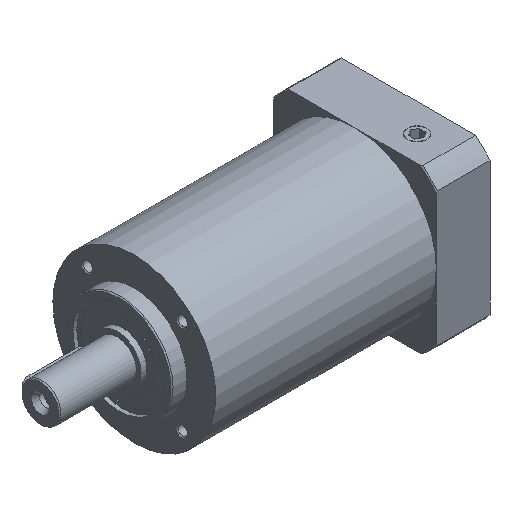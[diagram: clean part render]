
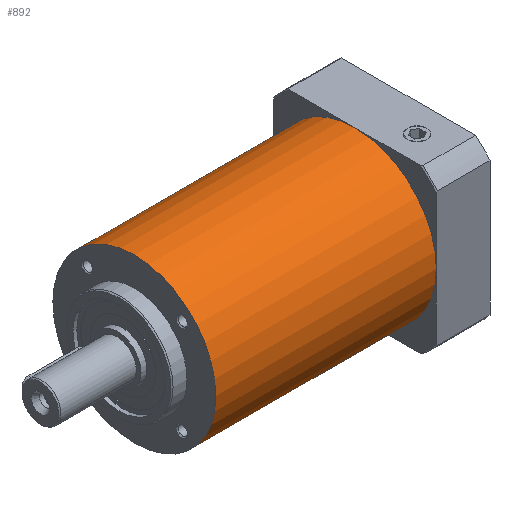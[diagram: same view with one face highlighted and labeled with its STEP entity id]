
A CAD part, isometric view. The second image highlights one B-rep face of the part: STEP entity #892.
In plain terms, the highlighted cylindrical face has radius 42.5 mm (diameter 85 mm), a full revolution.
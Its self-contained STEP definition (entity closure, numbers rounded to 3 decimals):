
#610 = PLANE('',#611);
#611 = AXIS2_PLACEMENT_3D('',#612,#613,#614);
#612 = CARTESIAN_POINT('',(49.,21.25,0.));
#613 = DIRECTION('',(-1.,0.,0.));
#614 = DIRECTION('',(0.,0.,1.));
#630 = EDGE_CURVE('',#631,#631,#633,.T.);
#631 = VERTEX_POINT('',#632);
#632 = CARTESIAN_POINT('',(49.,42.5,0.));
#633 = SURFACE_CURVE('',#634,(#639,#650),.PCURVE_S1.);
#634 = CIRCLE('',#635,42.5);
#635 = AXIS2_PLACEMENT_3D('',#636,#637,#638);
#636 = CARTESIAN_POINT('',(49.,0.,0.));
#637 = DIRECTION('',(1.,0.,0.));
#638 = DIRECTION('',(0.,1.,0.));
#639 = PCURVE('',#610,#640);
#640 = DEFINITIONAL_REPRESENTATION('',(#641),#649);
#641 = ( BOUNDED_CURVE() B_SPLINE_CURVE(2,(#642,#643,#644,#645,#646,#647
,#648),.UNSPECIFIED.,.T.,.F.) B_SPLINE_CURVE_WITH_KNOTS((1,2,2,2,2,1),(
    -2.094,0.,2.094,4.189,6.283,
8.378),.UNSPECIFIED.) CURVE() GEOMETRIC_REPRESENTATION_ITEM() 
RATIONAL_B_SPLINE_CURVE((1.,0.5,1.,0.5,1.,0.5,1.)) REPRESENTATION_ITEM(
  '') );
#642 = CARTESIAN_POINT('',(0.,21.25));
#643 = CARTESIAN_POINT('',(73.612,21.25));
#644 = CARTESIAN_POINT('',(36.806,-42.5));
#645 = CARTESIAN_POINT('',(0.,-106.25));
#646 = CARTESIAN_POINT('',(-36.806,-42.5));
#647 = CARTESIAN_POINT('',(-73.612,21.25));
#648 = CARTESIAN_POINT('',(0.,21.25));
#649 = ( GEOMETRIC_REPRESENTATION_CONTEXT(2) 
PARAMETRIC_REPRESENTATION_CONTEXT() REPRESENTATION_CONTEXT('2D SPACE',''
  ) );
#650 = PCURVE('',#651,#656);
#651 = CYLINDRICAL_SURFACE('',#652,42.5);
#652 = AXIS2_PLACEMENT_3D('',#653,#654,#655);
#653 = CARTESIAN_POINT('',(106.5,0.,0.));
#654 = DIRECTION('',(1.,0.,0.));
#655 = DIRECTION('',(0.,1.,0.));
#656 = DEFINITIONAL_REPRESENTATION('',(#657),#660);
#657 = B_SPLINE_CURVE_WITH_KNOTS('',1,(#658,#659),.UNSPECIFIED.,.F.,.F.,
  (2,2),(0.,6.283),.PIECEWISE_BEZIER_KNOTS.);
#658 = CARTESIAN_POINT('',(0.,-57.5));
#659 = CARTESIAN_POINT('',(6.283,-57.5));
#660 = ( GEOMETRIC_REPRESENTATION_CONTEXT(2) 
PARAMETRIC_REPRESENTATION_CONTEXT() REPRESENTATION_CONTEXT('2D SPACE',''
  ) );
#892 = ADVANCED_FACE('',(#893),#651,.T.);
#893 = FACE_BOUND('',#894,.T.);
#894 = EDGE_LOOP('',(#895,#929,#949,#950,#951,#983,#1015));
#895 = ORIENTED_EDGE('',*,*,#896,.F.);
#896 = EDGE_CURVE('',#897,#899,#901,.T.);
#897 = VERTEX_POINT('',#898);
#898 = CARTESIAN_POINT('',(164.,42.5,0.));
#899 = VERTEX_POINT('',#900);
#900 = CARTESIAN_POINT('',(164.,0.,42.5));
#901 = SURFACE_CURVE('',#902,(#907,#913),.PCURVE_S1.);
#902 = CIRCLE('',#903,42.5);
#903 = AXIS2_PLACEMENT_3D('',#904,#905,#906);
#904 = CARTESIAN_POINT('',(164.,0.,0.));
#905 = DIRECTION('',(1.,0.,0.));
#906 = DIRECTION('',(0.,1.,0.));
#907 = PCURVE('',#651,#908);
#908 = DEFINITIONAL_REPRESENTATION('',(#909),#912);
#909 = B_SPLINE_CURVE_WITH_KNOTS('',1,(#910,#911),.UNSPECIFIED.,.F.,.F.,
  (2,2),(0.,1.571),.PIECEWISE_BEZIER_KNOTS.);
#910 = CARTESIAN_POINT('',(0.,57.5));
#911 = CARTESIAN_POINT('',(1.571,57.5));
#912 = ( GEOMETRIC_REPRESENTATION_CONTEXT(2) 
PARAMETRIC_REPRESENTATION_CONTEXT() REPRESENTATION_CONTEXT('2D SPACE',''
  ) );
#913 = PCURVE('',#914,#919);
#914 = PLANE('',#915);
#915 = AXIS2_PLACEMENT_3D('',#916,#917,#918);
#916 = CARTESIAN_POINT('',(164.,43.75,0.));
#917 = DIRECTION('',(-1.,0.,0.));
#918 = DIRECTION('',(0.,0.,1.));
#919 = DEFINITIONAL_REPRESENTATION('',(#920),#928);
#920 = ( BOUNDED_CURVE() B_SPLINE_CURVE(2,(#921,#922,#923,#924,#925,#926
,#927),.UNSPECIFIED.,.F.,.F.) B_SPLINE_CURVE_WITH_KNOTS((1,2,2,2,2,1),(
    -2.094,0.,2.094,4.189,6.283,
8.378),.UNSPECIFIED.) CURVE() GEOMETRIC_REPRESENTATION_ITEM() 
RATIONAL_B_SPLINE_CURVE((1.,0.5,1.,0.5,1.,0.5,1.)) REPRESENTATION_ITEM(
  '') );
#921 = CARTESIAN_POINT('',(0.,-1.25));
#922 = CARTESIAN_POINT('',(73.612,-1.25));
#923 = CARTESIAN_POINT('',(36.806,-65.));
#924 = CARTESIAN_POINT('',(0.,-128.75));
#925 = CARTESIAN_POINT('',(-36.806,-65.));
#926 = CARTESIAN_POINT('',(-73.612,-1.25));
#927 = CARTESIAN_POINT('',(0.,-1.25));
#928 = ( GEOMETRIC_REPRESENTATION_CONTEXT(2) 
PARAMETRIC_REPRESENTATION_CONTEXT() REPRESENTATION_CONTEXT('2D SPACE',''
  ) );
#929 = ORIENTED_EDGE('',*,*,#930,.F.);
#930 = EDGE_CURVE('',#631,#897,#931,.T.);
#931 = SEAM_CURVE('',#932,(#935,#942),.PCURVE_S1.);
#932 = B_SPLINE_CURVE_WITH_KNOTS('',1,(#933,#934),.UNSPECIFIED.,.F.,.F.,
  (2,2),(-57.5,57.5),.PIECEWISE_BEZIER_KNOTS.);
#933 = CARTESIAN_POINT('',(49.,42.5,0.));
#934 = CARTESIAN_POINT('',(164.,42.5,0.));
#935 = PCURVE('',#651,#936);
#936 = DEFINITIONAL_REPRESENTATION('',(#937),#941);
#937 = LINE('',#938,#939);
#938 = CARTESIAN_POINT('',(0.,0.));
#939 = VECTOR('',#940,1.);
#940 = DIRECTION('',(0.,1.));
#941 = ( GEOMETRIC_REPRESENTATION_CONTEXT(2) 
PARAMETRIC_REPRESENTATION_CONTEXT() REPRESENTATION_CONTEXT('2D SPACE',''
  ) );
#942 = PCURVE('',#651,#943);
#943 = DEFINITIONAL_REPRESENTATION('',(#944),#948);
#944 = LINE('',#945,#946);
#945 = CARTESIAN_POINT('',(6.283,0.));
#946 = VECTOR('',#947,1.);
#947 = DIRECTION('',(0.,1.));
#948 = ( GEOMETRIC_REPRESENTATION_CONTEXT(2) 
PARAMETRIC_REPRESENTATION_CONTEXT() REPRESENTATION_CONTEXT('2D SPACE',''
  ) );
#949 = ORIENTED_EDGE('',*,*,#630,.T.);
#950 = ORIENTED_EDGE('',*,*,#930,.T.);
#951 = ORIENTED_EDGE('',*,*,#952,.F.);
#952 = EDGE_CURVE('',#953,#897,#955,.T.);
#953 = VERTEX_POINT('',#954);
#954 = CARTESIAN_POINT('',(164.,0.,-42.5));
#955 = SURFACE_CURVE('',#956,(#961,#967),.PCURVE_S1.);
#956 = CIRCLE('',#957,42.5);
#957 = AXIS2_PLACEMENT_3D('',#958,#959,#960);
#958 = CARTESIAN_POINT('',(164.,0.,0.));
#959 = DIRECTION('',(1.,0.,0.));
#960 = DIRECTION('',(0.,1.,0.));
#961 = PCURVE('',#651,#962);
#962 = DEFINITIONAL_REPRESENTATION('',(#963),#966);
#963 = B_SPLINE_CURVE_WITH_KNOTS('',1,(#964,#965),.UNSPECIFIED.,.F.,.F.,
  (2,2),(4.712,6.283),.PIECEWISE_BEZIER_KNOTS.);
#964 = CARTESIAN_POINT('',(4.712,57.5));
#965 = CARTESIAN_POINT('',(6.283,57.5));
#966 = ( GEOMETRIC_REPRESENTATION_CONTEXT(2) 
PARAMETRIC_REPRESENTATION_CONTEXT() REPRESENTATION_CONTEXT('2D SPACE',''
  ) );
#967 = PCURVE('',#968,#973);
#968 = PLANE('',#969);
#969 = AXIS2_PLACEMENT_3D('',#970,#971,#972);
#970 = CARTESIAN_POINT('',(164.,43.75,0.));
#971 = DIRECTION('',(-1.,0.,0.));
#972 = DIRECTION('',(0.,0.,1.));
#973 = DEFINITIONAL_REPRESENTATION('',(#974),#982);
#974 = ( BOUNDED_CURVE() B_SPLINE_CURVE(2,(#975,#976,#977,#978,#979,#980
,#981),.UNSPECIFIED.,.F.,.F.) B_SPLINE_CURVE_WITH_KNOTS((1,2,2,2,2,1),(
    -2.094,0.,2.094,4.189,6.283,
8.378),.UNSPECIFIED.) CURVE() GEOMETRIC_REPRESENTATION_ITEM() 
RATIONAL_B_SPLINE_CURVE((1.,0.5,1.,0.5,1.,0.5,1.)) REPRESENTATION_ITEM(
  '') );
#975 = CARTESIAN_POINT('',(0.,-1.25));
#976 = CARTESIAN_POINT('',(73.612,-1.25));
#977 = CARTESIAN_POINT('',(36.806,-65.));
#978 = CARTESIAN_POINT('',(0.,-128.75));
#979 = CARTESIAN_POINT('',(-36.806,-65.));
#980 = CARTESIAN_POINT('',(-73.612,-1.25));
#981 = CARTESIAN_POINT('',(0.,-1.25));
#982 = ( GEOMETRIC_REPRESENTATION_CONTEXT(2) 
PARAMETRIC_REPRESENTATION_CONTEXT() REPRESENTATION_CONTEXT('2D SPACE',''
  ) );
#983 = ORIENTED_EDGE('',*,*,#984,.F.);
#984 = EDGE_CURVE('',#985,#953,#987,.T.);
#985 = VERTEX_POINT('',#986);
#986 = CARTESIAN_POINT('',(164.,-42.5,0.));
#987 = SURFACE_CURVE('',#988,(#993,#999),.PCURVE_S1.);
#988 = CIRCLE('',#989,42.5);
#989 = AXIS2_PLACEMENT_3D('',#990,#991,#992);
#990 = CARTESIAN_POINT('',(164.,0.,0.));
#991 = DIRECTION('',(1.,0.,0.));
#992 = DIRECTION('',(0.,1.,0.));
#993 = PCURVE('',#651,#994);
#994 = DEFINITIONAL_REPRESENTATION('',(#995),#998);
#995 = B_SPLINE_CURVE_WITH_KNOTS('',1,(#996,#997),.UNSPECIFIED.,.F.,.F.,
  (2,2),(3.142,4.712),.PIECEWISE_BEZIER_KNOTS.);
#996 = CARTESIAN_POINT('',(3.142,57.5));
#997 = CARTESIAN_POINT('',(4.712,57.5));
#998 = ( GEOMETRIC_REPRESENTATION_CONTEXT(2) 
PARAMETRIC_REPRESENTATION_CONTEXT() REPRESENTATION_CONTEXT('2D SPACE',''
  ) );
#999 = PCURVE('',#1000,#1005);
#1000 = PLANE('',#1001);
#1001 = AXIS2_PLACEMENT_3D('',#1002,#1003,#1004);
#1002 = CARTESIAN_POINT('',(164.,43.75,0.));
#1003 = DIRECTION('',(-1.,0.,0.));
#1004 = DIRECTION('',(0.,0.,1.));
#1005 = DEFINITIONAL_REPRESENTATION('',(#1006),#1014);
#1006 = ( BOUNDED_CURVE() B_SPLINE_CURVE(2,(#1007,#1008,#1009,#1010,
#1011,#1012,#1013),.UNSPECIFIED.,.F.,.F.) B_SPLINE_CURVE_WITH_KNOTS((1,2
    ,2,2,2,1),(-2.094,0.,2.094,4.189,
6.283,8.378),.UNSPECIFIED.) CURVE() 
GEOMETRIC_REPRESENTATION_ITEM() RATIONAL_B_SPLINE_CURVE((1.,0.5,1.,0.5,
1.,0.5,1.)) REPRESENTATION_ITEM('') );
#1007 = CARTESIAN_POINT('',(0.,-1.25));
#1008 = CARTESIAN_POINT('',(73.612,-1.25));
#1009 = CARTESIAN_POINT('',(36.806,-65.));
#1010 = CARTESIAN_POINT('',(0.,-128.75));
#1011 = CARTESIAN_POINT('',(-36.806,-65.));
#1012 = CARTESIAN_POINT('',(-73.612,-1.25));
#1013 = CARTESIAN_POINT('',(0.,-1.25));
#1014 = ( GEOMETRIC_REPRESENTATION_CONTEXT(2) 
PARAMETRIC_REPRESENTATION_CONTEXT() REPRESENTATION_CONTEXT('2D SPACE',''
  ) );
#1015 = ORIENTED_EDGE('',*,*,#1016,.F.);
#1016 = EDGE_CURVE('',#899,#985,#1017,.T.);
#1017 = SURFACE_CURVE('',#1018,(#1023,#1029),.PCURVE_S1.);
#1018 = CIRCLE('',#1019,42.5);
#1019 = AXIS2_PLACEMENT_3D('',#1020,#1021,#1022);
#1020 = CARTESIAN_POINT('',(164.,0.,0.));
#1021 = DIRECTION('',(1.,0.,0.));
#1022 = DIRECTION('',(0.,1.,0.));
#1023 = PCURVE('',#651,#1024);
#1024 = DEFINITIONAL_REPRESENTATION('',(#1025),#1028);
#1025 = B_SPLINE_CURVE_WITH_KNOTS('',1,(#1026,#1027),.UNSPECIFIED.,.F.,
  .F.,(2,2),(1.571,3.142),.PIECEWISE_BEZIER_KNOTS.);
#1026 = CARTESIAN_POINT('',(1.571,57.5));
#1027 = CARTESIAN_POINT('',(3.142,57.5));
#1028 = ( GEOMETRIC_REPRESENTATION_CONTEXT(2) 
PARAMETRIC_REPRESENTATION_CONTEXT() REPRESENTATION_CONTEXT('2D SPACE',''
  ) );
#1029 = PCURVE('',#1030,#1035);
#1030 = PLANE('',#1031);
#1031 = AXIS2_PLACEMENT_3D('',#1032,#1033,#1034);
#1032 = CARTESIAN_POINT('',(164.,43.75,0.));
#1033 = DIRECTION('',(-1.,0.,0.));
#1034 = DIRECTION('',(0.,0.,1.));
#1035 = DEFINITIONAL_REPRESENTATION('',(#1036),#1044);
#1036 = ( BOUNDED_CURVE() B_SPLINE_CURVE(2,(#1037,#1038,#1039,#1040,
#1041,#1042,#1043),.UNSPECIFIED.,.F.,.F.) B_SPLINE_CURVE_WITH_KNOTS((1,2
    ,2,2,2,1),(-2.094,0.,2.094,4.189,
6.283,8.378),.UNSPECIFIED.) CURVE() 
GEOMETRIC_REPRESENTATION_ITEM() RATIONAL_B_SPLINE_CURVE((1.,0.5,1.,0.5,
1.,0.5,1.)) REPRESENTATION_ITEM('') );
#1037 = CARTESIAN_POINT('',(0.,-1.25));
#1038 = CARTESIAN_POINT('',(73.612,-1.25));
#1039 = CARTESIAN_POINT('',(36.806,-65.));
#1040 = CARTESIAN_POINT('',(0.,-128.75));
#1041 = CARTESIAN_POINT('',(-36.806,-65.));
#1042 = CARTESIAN_POINT('',(-73.612,-1.25));
#1043 = CARTESIAN_POINT('',(0.,-1.25));
#1044 = ( GEOMETRIC_REPRESENTATION_CONTEXT(2) 
PARAMETRIC_REPRESENTATION_CONTEXT() REPRESENTATION_CONTEXT('2D SPACE',''
  ) );
